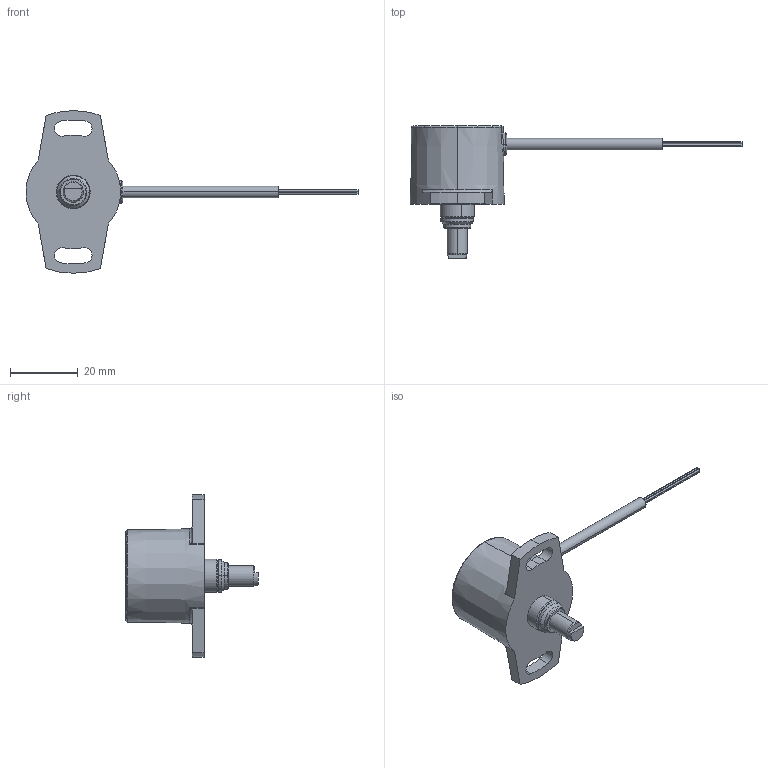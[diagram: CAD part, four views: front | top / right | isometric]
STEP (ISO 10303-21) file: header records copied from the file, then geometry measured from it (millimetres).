
FILE_DESCRIPTION (( 'STEP AP214' ), '1' );
FILE_NAME ('RSC_Welle_B_IP65~04ID.STEP', '2005-12-15T08:37:46', ( 'novotechnik' ), ( 'novotechnik' ), 'SwSTEP 2.0', 'SolidWorks 2005235', '' );
FILE_SCHEMA (( 'AUTOMOTIVE_DESIGN' ));
Length unit declared in the file: millimetre
Products named in the file (11): Typenschild~00ID_Standard; Kabel~06ID_Standard<Zeichnungsansicht>; Buchse~06ID_Standard; Gehäuse~08ID_Standard; O-Ring~00ID_Standard; Zylstift~06ID_Standard; Welle_Form_B~01ID_Standard; Passring~00ID_Standard; Pressring_dicht~00ID_Standard; Gehäuse_kpl.~07ID_Standard; RSC_Welle_B_IP65~04ID
Assembly tree (10 placements, depth 3):
  RSC_Welle_B_IP65~04ID
    Passring~00ID_Standard
    O-Ring~00ID_Standard
    Welle_Form_B~01ID_Standard
    Gehäuse_kpl.~07ID_Standard
      Zylstift~06ID_Standard
      Buchse~06ID_Standard
      Gehäuse~08ID_Standard
    Pressring_dicht~00ID_Standard
    Kabel~06ID_Standard<Zeichnungsansicht>
    Typenschild~00ID_Standard
Bounding box: 98.06 x 39.16 x 48 mm (x, y, z)
Volume: 16066.9 mm3; surface area: 7235.4 mm2
Topology: 9 solids, 9 shells, 142 faces, 310 edges, 191 vertices
Faces by surface type: cylinder 58, plane 39, cone 21, bspline 13, torus 11
Entity records: 6324 total; most frequent: CARTESIAN_POINT 2780, DIRECTION 721, ORIENTED_EDGE 620, AXIS2_PLACEMENT_3D 310, EDGE_CURVE 310, VERTEX_POINT 191, CIRCLE 167, EDGE_LOOP 159
